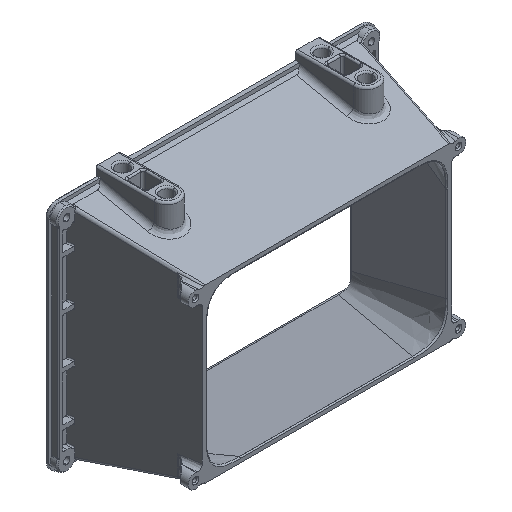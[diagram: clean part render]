
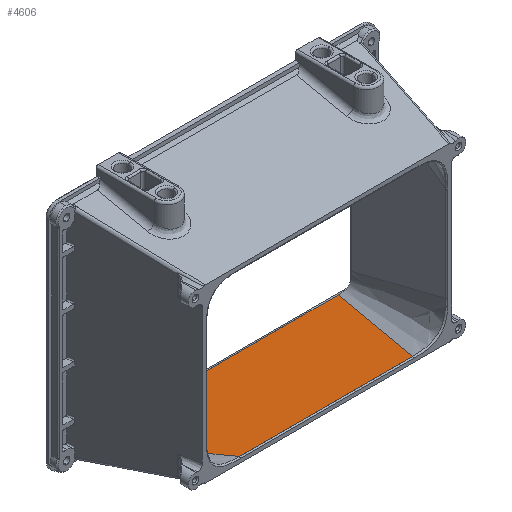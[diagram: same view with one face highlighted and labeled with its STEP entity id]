
A CAD part, isometric view. The second image highlights one B-rep face of the part: STEP entity #4606.
In plain terms, the highlighted planar face has unit normal (0, 0.209, 0.978).
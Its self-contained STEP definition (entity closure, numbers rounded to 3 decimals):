
#212 = VECTOR ( 'NONE', #10382, 1000. ) ;
#773 = EDGE_CURVE ( 'NONE', #2517, #1854, #13944, .T. ) ;
#860 = CARTESIAN_POINT ( 'NONE',  ( 45.979, 42., -38.159 ) ) ;
#929 = CARTESIAN_POINT ( 'NONE',  ( 41.073, 28.161, -35.194 ) ) ;
#1279 = EDGE_CURVE ( 'NONE', #4091, #9451, #13775, .T. ) ;
#1460 = VECTOR ( 'NONE', #2810, 1000. ) ;
#1751 = CARTESIAN_POINT ( 'NONE',  ( -45.979, 42., -38.159 ) ) ;
#1854 = VERTEX_POINT ( 'NONE', #14032 ) ;
#2486 = CARTESIAN_POINT ( 'NONE',  ( -31.261, 0.484, -29.263 ) ) ;
#2517 = VERTEX_POINT ( 'NONE', #3620 ) ;
#2810 = DIRECTION ( 'NONE',  ( 1., 0., 0. ) ) ;
#2949 = EDGE_CURVE ( 'NONE', #9451, #2517, #3808, .T. ) ;
#3620 = CARTESIAN_POINT ( 'NONE',  ( 31.261, 0.484, -29.263 ) ) ;
#3808 = LINE ( 'NONE', #3954, #1460 ) ;
#3954 = CARTESIAN_POINT ( 'NONE',  ( 0., 0.484, -29.263 ) ) ;
#4091 = VERTEX_POINT ( 'NONE', #1751 ) ;
#4559 = CARTESIAN_POINT ( 'NONE',  ( -45.979, 42., -38.159 ) ) ;
#4606 = ADVANCED_FACE ( 'NONE', ( #13834 ), #7239, .F. ) ;
#4949 = CARTESIAN_POINT ( 'NONE',  ( -36.167, 14.323, -32.228 ) ) ;
#5009 = ORIENTED_EDGE ( 'NONE', *, *, #11200, .T. ) ;
#5139 = ORIENTED_EDGE ( 'NONE', *, *, #2949, .T. ) ;
#6153 = CARTESIAN_POINT ( 'NONE',  ( 31.261, 0.484, -29.263 ) ) ;
#6237 = DIRECTION ( 'NONE',  ( 0., 0.978, -0.21 ) ) ;
#7239 = PLANE ( 'NONE',  #7626 ) ;
#7626 = AXIS2_PLACEMENT_3D ( 'NONE', #12811, #11671, #6237 ) ;
#8303 = CARTESIAN_POINT ( 'NONE',  ( 36.167, 14.323, -32.228 ) ) ;
#8330 = LINE ( 'NONE', #10458, #212 ) ;
#8406 = ORIENTED_EDGE ( 'NONE', *, *, #1279, .T. ) ;
#9451 = VERTEX_POINT ( 'NONE', #12524 ) ;
#10216 = EDGE_LOOP ( 'NONE', ( #8406, #5139, #12404, #5009 ) ) ;
#10382 = DIRECTION ( 'NONE',  ( -1., 0., 0. ) ) ;
#10458 = CARTESIAN_POINT ( 'NONE',  ( 0., 42., -38.159 ) ) ;
#11200 = EDGE_CURVE ( 'NONE', #1854, #4091, #8330, .T. ) ;
#11606 = CARTESIAN_POINT ( 'NONE',  ( -41.073, 28.161, -35.194 ) ) ;
#11671 = DIRECTION ( 'NONE',  ( 0., -0.21, -0.978 ) ) ;
#12404 = ORIENTED_EDGE ( 'NONE', *, *, #773, .T. ) ;
#12524 = CARTESIAN_POINT ( 'NONE',  ( -31.261, 0.484, -29.263 ) ) ;
#12811 = CARTESIAN_POINT ( 'NONE',  ( 0., -5.974, -27.879 ) ) ;
#13775 = B_SPLINE_CURVE_WITH_KNOTS ( 'NONE', 3,
 ( #4559, #11606, #4949, #2486 ),
 .UNSPECIFIED., .F., .F.,
 ( 4, 4 ),
 ( 0., 0.988 ),
 .UNSPECIFIED. ) ;
#13834 = FACE_OUTER_BOUND ( 'NONE', #10216, .T. ) ;
#13944 = B_SPLINE_CURVE_WITH_KNOTS ( 'NONE', 3,
 ( #6153, #8303, #929, #860 ),
 .UNSPECIFIED., .F., .F.,
 ( 4, 4 ),
 ( 0.012, 1. ),
 .UNSPECIFIED. ) ;
#14032 = CARTESIAN_POINT ( 'NONE',  ( 45.979, 42., -38.159 ) ) ;
